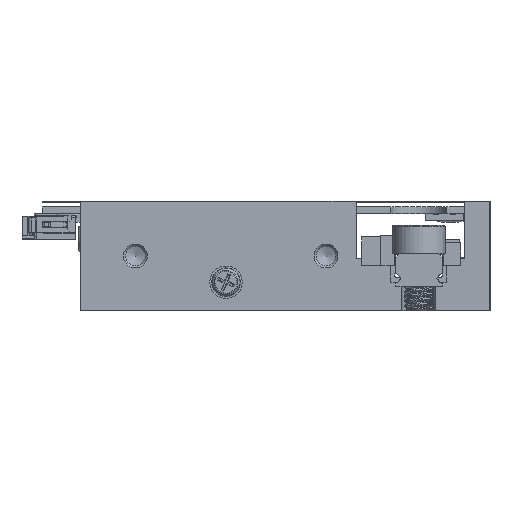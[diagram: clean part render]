
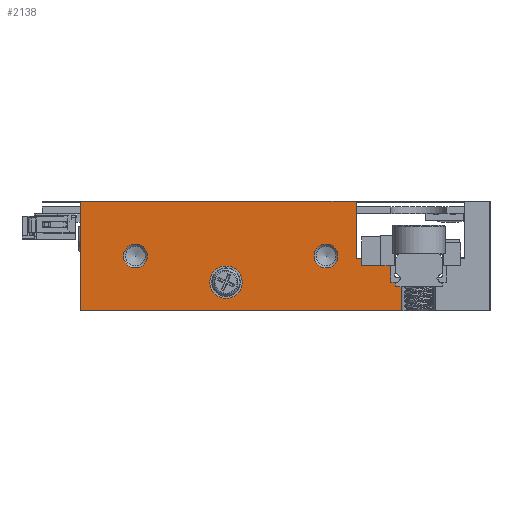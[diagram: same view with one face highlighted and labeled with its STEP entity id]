
A CAD part, left-side view. The second image highlights one B-rep face of the part: STEP entity #2138.
In plain terms, the highlighted planar face has unit normal (-1, 0, 0).
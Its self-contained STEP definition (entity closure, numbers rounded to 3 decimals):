
#1585=FACE_BOUND('',#5822,.T.);
#1586=FACE_BOUND('',#5823,.T.);
#1587=FACE_BOUND('',#5824,.T.);
#1588=FACE_BOUND('',#5825,.T.);
#2138=ADVANCED_FACE('',(#1585,#1586,#1587,#1588),#3554,.F.);
#3554=PLANE('',#28214);
#5822=EDGE_LOOP('',(#8353));
#5823=EDGE_LOOP('',(#8354));
#5824=EDGE_LOOP('',(#8355));
#5825=EDGE_LOOP('',(#8356,#8357,#8358,#8359,#8360,#8361,#8362,#8363));
#7571=CIRCLE('',#28211,1.7);
#7572=CIRCLE('',#28212,1.25);
#7573=CIRCLE('',#28213,1.25);
#8353=ORIENTED_EDGE('',*,*,#18440,.T.);
#8354=ORIENTED_EDGE('',*,*,#18441,.T.);
#8355=ORIENTED_EDGE('',*,*,#18442,.T.);
#8356=ORIENTED_EDGE('',*,*,#18420,.T.);
#8357=ORIENTED_EDGE('',*,*,#18443,.T.);
#8358=ORIENTED_EDGE('',*,*,#18444,.T.);
#8359=ORIENTED_EDGE('',*,*,#18445,.T.);
#8360=ORIENTED_EDGE('',*,*,#18446,.T.);
#8361=ORIENTED_EDGE('',*,*,#18398,.T.);
#8362=ORIENTED_EDGE('',*,*,#18372,.F.);
#8363=ORIENTED_EDGE('',*,*,#18382,.T.);
#15798=VERTEX_POINT('',#37658);
#15799=VERTEX_POINT('',#37660);
#15806=VERTEX_POINT('',#37677);
#15817=VERTEX_POINT('',#37709);
#15836=VERTEX_POINT('',#37753);
#15852=VERTEX_POINT('',#37794);
#15853=VERTEX_POINT('',#37796);
#15854=VERTEX_POINT('',#37798);
#15855=VERTEX_POINT('',#37800);
#15856=VERTEX_POINT('',#37802);
#15857=VERTEX_POINT('',#37804);
#18372=EDGE_CURVE('',#15798,#15799,#22128,.T.);
#18382=EDGE_CURVE('',#15798,#15806,#22136,.T.);
#18398=EDGE_CURVE('',#15817,#15799,#22152,.T.);
#18420=EDGE_CURVE('',#15806,#15836,#22163,.T.);
#18440=EDGE_CURVE('',#15852,#15852,#7571,.T.);
#18441=EDGE_CURVE('',#15853,#15853,#7572,.T.);
#18442=EDGE_CURVE('',#15854,#15854,#7573,.T.);
#18443=EDGE_CURVE('',#15836,#15855,#22182,.T.);
#18444=EDGE_CURVE('',#15855,#15856,#22183,.T.);
#18445=EDGE_CURVE('',#15856,#15857,#22184,.T.);
#18446=EDGE_CURVE('',#15857,#15817,#22185,.T.);
#22128=LINE('',#37659,#25167);
#22136=LINE('',#37678,#25175);
#22152=LINE('',#37708,#25191);
#22163=LINE('',#37754,#25202);
#22182=LINE('',#37799,#25221);
#22183=LINE('',#37801,#25222);
#22184=LINE('',#37803,#25223);
#22185=LINE('',#37805,#25224);
#25167=VECTOR('',#30353,1.);
#25175=VECTOR('',#30367,1.);
#25191=VECTOR('',#30391,1.);
#25202=VECTOR('',#30432,1.);
#25221=VECTOR('',#30467,1.);
#25222=VECTOR('',#30468,1.);
#25223=VECTOR('',#30469,1.);
#25224=VECTOR('',#30470,1.);
#28211=AXIS2_PLACEMENT_3D('',#37793,#30461,#30462);
#28212=AXIS2_PLACEMENT_3D('',#37795,#30463,#30464);
#28213=AXIS2_PLACEMENT_3D('',#37797,#30465,#30466);
#28214=AXIS2_PLACEMENT_3D('',#37806,#30471,#30472);
#30353=DIRECTION('',(0.,-1.,0.));
#30367=DIRECTION('',(0.,0.,-1.));
#30391=DIRECTION('',(0.,0.,1.));
#30432=DIRECTION('',(0.,-1.,0.));
#30461=DIRECTION('',(1.,0.,0.));
#30462=DIRECTION('',(0.,1.,0.));
#30463=DIRECTION('',(1.,0.,0.));
#30464=DIRECTION('',(0.,1.,0.));
#30465=DIRECTION('',(1.,0.,0.));
#30466=DIRECTION('',(0.,1.,0.));
#30467=DIRECTION('',(0.,0.,1.));
#30468=DIRECTION('',(0.,1.,0.));
#30469=DIRECTION('',(0.,0.,1.));
#30470=DIRECTION('',(0.,1.,0.));
#30471=DIRECTION('',(1.,0.,0.));
#30472=DIRECTION('',(0.,1.,0.));
#37658=CARTESIAN_POINT('',(-15.,43.,11.5));
#37659=CARTESIAN_POINT('',(-15.,43.,11.5));
#37660=CARTESIAN_POINT('',(-15.,14.05,11.5));
#37677=CARTESIAN_POINT('',(-15.,43.,0.));
#37678=CARTESIAN_POINT('',(-15.,43.,11.5));
#37708=CARTESIAN_POINT('',(-15.,14.05,5.5));
#37709=CARTESIAN_POINT('',(-15.,14.05,5.5));
#37753=CARTESIAN_POINT('',(-15.,9.25,0.));
#37754=CARTESIAN_POINT('',(-15.,43.,0.));
#37793=CARTESIAN_POINT('',(-15.,27.7,3.));
#37794=CARTESIAN_POINT('',(-15.,29.4,3.));
#37795=CARTESIAN_POINT('',(-15.,37.2,5.75));
#37796=CARTESIAN_POINT('',(-15.,38.45,5.75));
#37797=CARTESIAN_POINT('',(-15.,17.2,5.75));
#37798=CARTESIAN_POINT('',(-15.,18.45,5.75));
#37799=CARTESIAN_POINT('',(-15.,9.25,-0.3));
#37800=CARTESIAN_POINT('',(-15.,9.25,3.));
#37801=CARTESIAN_POINT('',(-15.,4.6,3.));
#37802=CARTESIAN_POINT('',(-15.,10.4,3.));
#37803=CARTESIAN_POINT('',(-15.,10.4,3.));
#37804=CARTESIAN_POINT('',(-15.,10.4,5.5));
#37805=CARTESIAN_POINT('',(-15.,10.4,5.5));
#37806=CARTESIAN_POINT('',(-15.,43.,11.5));
